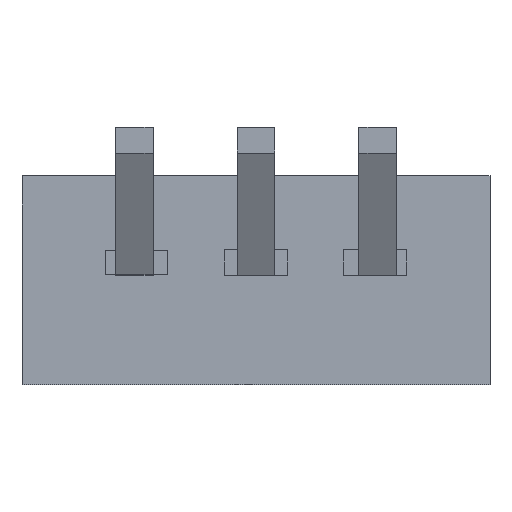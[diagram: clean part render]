
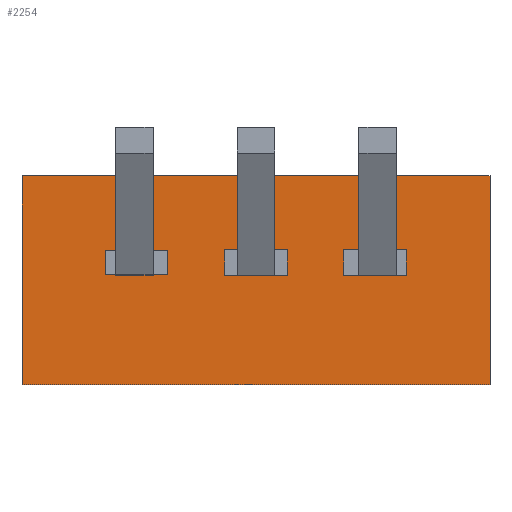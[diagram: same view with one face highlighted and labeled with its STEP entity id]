
A CAD part, front view. The second image highlights one B-rep face of the part: STEP entity #2254.
In plain terms, the highlighted planar face has unit normal (0, -1, 0).
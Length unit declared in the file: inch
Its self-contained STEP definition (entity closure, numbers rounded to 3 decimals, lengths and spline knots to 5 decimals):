
#177 = DIRECTION ( 'NONE',  ( 0., 0., -1. ) ) ;
#179 = VECTOR ( 'NONE', #2450, 39.37008 ) ;
#280 = EDGE_CURVE ( 'NONE', #394, #2603, #4293, .T. ) ;
#317 = LINE ( 'NONE', #1683, #3574 ) ;
#330 = LINE ( 'NONE', #4286, #5193 ) ;
#357 = CARTESIAN_POINT ( 'NONE',  ( 0.02612, 0.155, -0.01414 ) ) ;
#370 = VECTOR ( 'NONE', #3821, 39.37008 ) ;
#394 = VERTEX_POINT ( 'NONE', #357 ) ;
#410 = VERTEX_POINT ( 'NONE', #3675 ) ;
#435 = CARTESIAN_POINT ( 'NONE',  ( 0.19625, 0.155, 0.06925 ) ) ;
#537 = VECTOR ( 'NONE', #3153, 39.37008 ) ;
#568 = VERTEX_POINT ( 'NONE', #5463 ) ;
#579 = VECTOR ( 'NONE', #1109, 39.37008 ) ;
#603 = EDGE_CURVE ( 'NONE', #3089, #4198, #317, .T. ) ;
#780 = CARTESIAN_POINT ( 'NONE',  ( 0.02612, 0.155, -0.01414 ) ) ;
#854 = LINE ( 'NONE', #1815, #1482 ) ;
#863 = ORIENTED_EDGE ( 'NONE', *, *, #6152, .F. ) ;
#873 = EDGE_CURVE ( 'NONE', #2256, #3869, #970, .T. ) ;
#890 = VERTEX_POINT ( 'NONE', #1904 ) ;
#893 = EDGE_CURVE ( 'NONE', #890, #4175, #2019, .T. ) ;
#934 = EDGE_CURVE ( 'NONE', #4175, #4064, #4543, .T. ) ;
#943 = EDGE_LOOP ( 'NONE', ( #4859, #5137, #4162, #2871 ) ) ;
#970 = LINE ( 'NONE', #2997, #3722 ) ;
#1101 = EDGE_CURVE ( 'NONE', #4087, #4064, #2367, .T. ) ;
#1109 = DIRECTION ( 'NONE',  ( 1., 0., 0. ) ) ;
#1168 = DIRECTION ( 'NONE',  ( 1., 0., 0. ) ) ;
#1181 = CARTESIAN_POINT ( 'NONE',  ( -0.19625, 0.155, 0.06925 ) ) ;
#1228 = VECTOR ( 'NONE', #5021, 39.37008 ) ;
#1250 = LINE ( 'NONE', #3639, #3857 ) ;
#1309 = LINE ( 'NONE', #4280, #5915 ) ;
#1337 = DIRECTION ( 'NONE',  ( -1., 0., 0. ) ) ;
#1341 = VERTEX_POINT ( 'NONE', #2492 ) ;
#1415 = DIRECTION ( 'NONE',  ( 0., 0., -1. ) ) ;
#1417 = ORIENTED_EDGE ( 'NONE', *, *, #873, .F. ) ;
#1418 = FACE_BOUND ( 'NONE', #943, .T. ) ;
#1448 = ORIENTED_EDGE ( 'NONE', *, *, #1101, .T. ) ;
#1482 = VECTOR ( 'NONE', #4787, 39.37008 ) ;
#1536 = ORIENTED_EDGE ( 'NONE', *, *, #5472, .F. ) ;
#1683 = CARTESIAN_POINT ( 'NONE',  ( -0.07388, 0.155, -0.01373 ) ) ;
#1690 = CARTESIAN_POINT ( 'NONE',  ( 0.07362, 0.155, -0.01414 ) ) ;
#1796 = DIRECTION ( 'NONE',  ( 1., 0., 0. ) ) ;
#1809 = DIRECTION ( 'NONE',  ( 0., 1., 0. ) ) ;
#1815 = CARTESIAN_POINT ( 'NONE',  ( -0.02638, 0.155, -0.01414 ) ) ;
#1904 = CARTESIAN_POINT ( 'NONE',  ( 0.19625, 0.155, 0.06925 ) ) ;
#1907 = CARTESIAN_POINT ( 'NONE',  ( 0.12612, 0.155, 0.00736 ) ) ;
#1935 = VERTEX_POINT ( 'NONE', #2462 ) ;
#1951 = DIRECTION ( 'NONE',  ( 0., 0., -1. ) ) ;
#2014 = CARTESIAN_POINT ( 'NONE',  ( -0.19625, 0.155, -0.10575 ) ) ;
#2019 = LINE ( 'NONE', #4973, #6273 ) ;
#2020 = EDGE_CURVE ( 'NONE', #3869, #6080, #2133, .T. ) ;
#2125 = CARTESIAN_POINT ( 'NONE',  ( 0.02612, 0.155, -0.01414 ) ) ;
#2133 = LINE ( 'NONE', #1690, #1228 ) ;
#2198 = ORIENTED_EDGE ( 'NONE', *, *, #280, .F. ) ;
#2254 = ADVANCED_FACE ( 'NONE', ( #4354, #3404, #5389, #1418 ), #2348, .F. ) ;
#2256 = VERTEX_POINT ( 'NONE', #1907 ) ;
#2260 = DIRECTION ( 'NONE',  ( 0., 0., 1. ) ) ;
#2282 = LINE ( 'NONE', #5578, #4357 ) ;
#2348 = PLANE ( 'NONE',  #3505 ) ;
#2367 = LINE ( 'NONE', #3897, #6169 ) ;
#2450 = DIRECTION ( 'NONE',  ( 0., 0., 1. ) ) ;
#2462 = CARTESIAN_POINT ( 'NONE',  ( -0.02638, 0.155, -0.01414 ) ) ;
#2492 = CARTESIAN_POINT ( 'NONE',  ( 0.12612, 0.155, -0.01414 ) ) ;
#2518 = CARTESIAN_POINT ( 'NONE',  ( 0.07362, 0.155, -0.01414 ) ) ;
#2586 = ORIENTED_EDGE ( 'NONE', *, *, #934, .F. ) ;
#2603 = VERTEX_POINT ( 'NONE', #6039 ) ;
#2608 = ORIENTED_EDGE ( 'NONE', *, *, #5692, .F. ) ;
#2741 = DIRECTION ( 'NONE',  ( 0., 0., 1. ) ) ;
#2871 = ORIENTED_EDGE ( 'NONE', *, *, #3651, .F. ) ;
#2902 = CARTESIAN_POINT ( 'NONE',  ( 0.07362, 0.155, 0.00736 ) ) ;
#2914 = DIRECTION ( 'NONE',  ( -1., 0., 0. ) ) ;
#2969 = DIRECTION ( 'NONE',  ( -1., 0., 0. ) ) ;
#2997 = CARTESIAN_POINT ( 'NONE',  ( 0.12612, 0.155, 0.00736 ) ) ;
#3026 = LINE ( 'NONE', #4303, #370 ) ;
#3029 = ORIENTED_EDGE ( 'NONE', *, *, #2020, .F. ) ;
#3089 = VERTEX_POINT ( 'NONE', #6342 ) ;
#3153 = DIRECTION ( 'NONE',  ( -1., 0., 0. ) ) ;
#3404 = FACE_OUTER_BOUND ( 'NONE', #3620, .T. ) ;
#3473 = CARTESIAN_POINT ( 'NONE',  ( 0.19625, 0.155, -0.10575 ) ) ;
#3505 = AXIS2_PLACEMENT_3D ( 'NONE', #435, #1809, #6308 ) ;
#3529 = ORIENTED_EDGE ( 'NONE', *, *, #6016, .F. ) ;
#3574 = VECTOR ( 'NONE', #2260, 39.37008 ) ;
#3620 = EDGE_LOOP ( 'NONE', ( #1448, #2586, #6047, #4077 ) ) ;
#3639 = CARTESIAN_POINT ( 'NONE',  ( -0.12638, 0.155, -0.01373 ) ) ;
#3651 = EDGE_CURVE ( 'NONE', #4786, #3089, #2282, .T. ) ;
#3675 = CARTESIAN_POINT ( 'NONE',  ( -0.02638, 0.155, 0.00736 ) ) ;
#3722 = VECTOR ( 'NONE', #2969, 39.37008 ) ;
#3821 = DIRECTION ( 'NONE',  ( -1., 0., 0. ) ) ;
#3851 = CARTESIAN_POINT ( 'NONE',  ( -0.07388, 0.155, 0.00695 ) ) ;
#3852 = CARTESIAN_POINT ( 'NONE',  ( 0.12612, 0.155, -0.01414 ) ) ;
#3857 = VECTOR ( 'NONE', #177, 39.37008 ) ;
#3869 = VERTEX_POINT ( 'NONE', #2902 ) ;
#3897 = CARTESIAN_POINT ( 'NONE',  ( -0.19625, 0.155, 0.06925 ) ) ;
#3951 = CARTESIAN_POINT ( 'NONE',  ( -0.07388, 0.155, 0.00695 ) ) ;
#3966 = VECTOR ( 'NONE', #2914, 39.37008 ) ;
#4064 = VERTEX_POINT ( 'NONE', #2014 ) ;
#4077 = ORIENTED_EDGE ( 'NONE', *, *, #5873, .T. ) ;
#4078 = EDGE_LOOP ( 'NONE', ( #4790, #1536, #2198, #3529 ) ) ;
#4087 = VERTEX_POINT ( 'NONE', #1181 ) ;
#4162 = ORIENTED_EDGE ( 'NONE', *, *, #603, .F. ) ;
#4175 = VERTEX_POINT ( 'NONE', #3473 ) ;
#4198 = VERTEX_POINT ( 'NONE', #3951 ) ;
#4280 = CARTESIAN_POINT ( 'NONE',  ( 0.19625, 0.155, 0.06925 ) ) ;
#4286 = CARTESIAN_POINT ( 'NONE',  ( 0.12612, 0.155, -0.01414 ) ) ;
#4293 = LINE ( 'NONE', #780, #5425 ) ;
#4303 = CARTESIAN_POINT ( 'NONE',  ( 0.02612, 0.155, 0.00736 ) ) ;
#4354 = FACE_BOUND ( 'NONE', #4078, .T. ) ;
#4357 = VECTOR ( 'NONE', #1168, 39.37008 ) ;
#4543 = LINE ( 'NONE', #6072, #537 ) ;
#4589 = LINE ( 'NONE', #2125, #579 ) ;
#4786 = VERTEX_POINT ( 'NONE', #5313 ) ;
#4787 = DIRECTION ( 'NONE',  ( 0., 0., -1. ) ) ;
#4790 = ORIENTED_EDGE ( 'NONE', *, *, #5363, .F. ) ;
#4819 = LINE ( 'NONE', #3851, #3966 ) ;
#4859 = ORIENTED_EDGE ( 'NONE', *, *, #4988, .F. ) ;
#4973 = CARTESIAN_POINT ( 'NONE',  ( 0.19625, 0.155, 0.06925 ) ) ;
#4988 = EDGE_CURVE ( 'NONE', #568, #4786, #1250, .T. ) ;
#5021 = DIRECTION ( 'NONE',  ( 0., 0., -1. ) ) ;
#5137 = ORIENTED_EDGE ( 'NONE', *, *, #5402, .F. ) ;
#5193 = VECTOR ( 'NONE', #1796, 39.37008 ) ;
#5313 = CARTESIAN_POINT ( 'NONE',  ( -0.12638, 0.155, -0.01373 ) ) ;
#5363 = EDGE_CURVE ( 'NONE', #410, #1935, #854, .T. ) ;
#5389 = FACE_BOUND ( 'NONE', #6266, .T. ) ;
#5402 = EDGE_CURVE ( 'NONE', #4198, #568, #4819, .T. ) ;
#5425 = VECTOR ( 'NONE', #2741, 39.37008 ) ;
#5463 = CARTESIAN_POINT ( 'NONE',  ( -0.12638, 0.155, 0.00695 ) ) ;
#5472 = EDGE_CURVE ( 'NONE', #2603, #410, #3026, .T. ) ;
#5578 = CARTESIAN_POINT ( 'NONE',  ( -0.07388, 0.155, -0.01373 ) ) ;
#5692 = EDGE_CURVE ( 'NONE', #6080, #1341, #330, .T. ) ;
#5873 = EDGE_CURVE ( 'NONE', #890, #4087, #1309, .T. ) ;
#5875 = LINE ( 'NONE', #3852, #179 ) ;
#5915 = VECTOR ( 'NONE', #1337, 39.37008 ) ;
#6016 = EDGE_CURVE ( 'NONE', #1935, #394, #4589, .T. ) ;
#6039 = CARTESIAN_POINT ( 'NONE',  ( 0.02612, 0.155, 0.00736 ) ) ;
#6047 = ORIENTED_EDGE ( 'NONE', *, *, #893, .F. ) ;
#6072 = CARTESIAN_POINT ( 'NONE',  ( 0.19625, 0.155, -0.10575 ) ) ;
#6080 = VERTEX_POINT ( 'NONE', #2518 ) ;
#6152 = EDGE_CURVE ( 'NONE', #1341, #2256, #5875, .T. ) ;
#6169 = VECTOR ( 'NONE', #1951, 39.37008 ) ;
#6266 = EDGE_LOOP ( 'NONE', ( #3029, #1417, #863, #2608 ) ) ;
#6273 = VECTOR ( 'NONE', #1415, 39.37008 ) ;
#6308 = DIRECTION ( 'NONE',  ( 1., 0., 0. ) ) ;
#6342 = CARTESIAN_POINT ( 'NONE',  ( -0.07388, 0.155, -0.01373 ) ) ;
